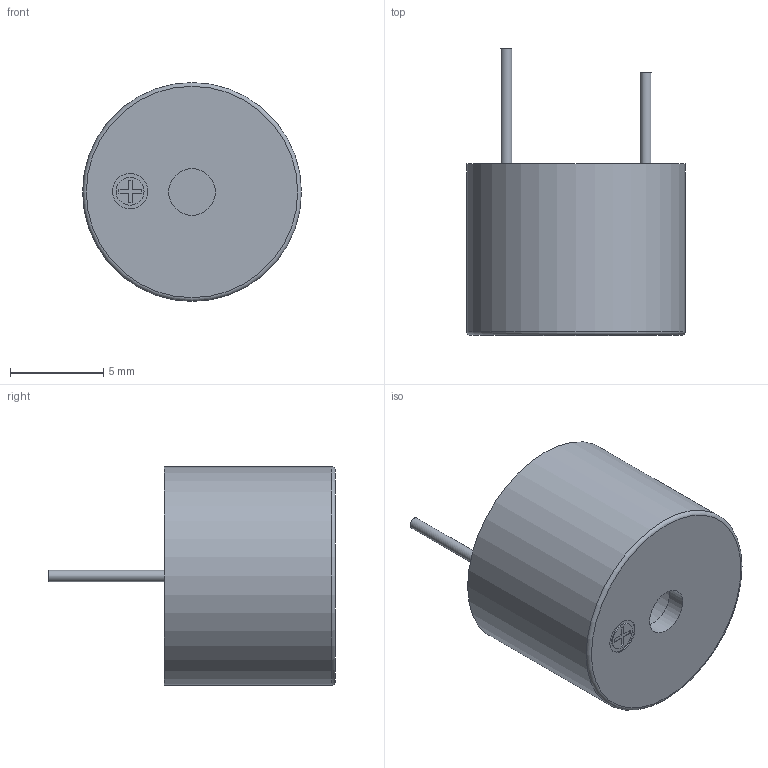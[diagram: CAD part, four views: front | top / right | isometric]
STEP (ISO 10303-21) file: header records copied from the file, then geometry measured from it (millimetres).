
FILE_DESCRIPTION(/* description */ (''),/* implementation_level */ '2;1');
FILE_NAME(/* name */ '9x12 Buzzer.step',/* time_stamp */ '2023-10-16T19:07:11-07:00',/* author */ (''),/* organization */ (''),/* preprocessor_version */ 'ST-DEVELOPER v20',/* originating_system */ 'Autodesk Translation Framework v12.14.0.127',/* authorisation */ '');
FILE_SCHEMA (('AUTOMOTIVE_DESIGN { 1 0 10303 214 3 1 1 }'));
Length unit declared in the file: millimetre
Products named in the file (1): 9x12 Buzzer
Bounding box: 11.75 x 15.4 x 11.75 mm (x, y, z)
Volume: 961.2 mm3; surface area: 625.2 mm2
Topology: 3 solids, 3 shells, 37 faces, 69 edges, 46 vertices
Faces by surface type: plane 26, cylinder 7, torus 2, bspline 2
Full cylindrical faces by diameter (mm): 0.6 x2, 1.5 x1, 1.9 x1, 2.5 x1, 4 x1, 11.75 x1
Entity records: 1012 total; most frequent: CARTESIAN_POINT 205, DIRECTION 167, ORIENTED_EDGE 138, EDGE_CURVE 69, AXIS2_PLACEMENT_3D 62, VERTEX_POINT 46, EDGE_LOOP 45, LINE 43
